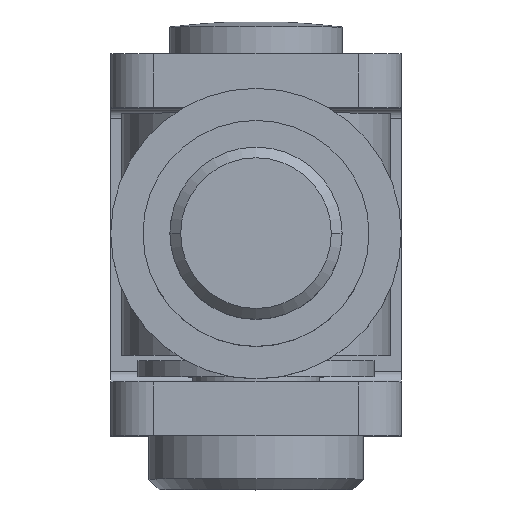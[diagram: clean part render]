
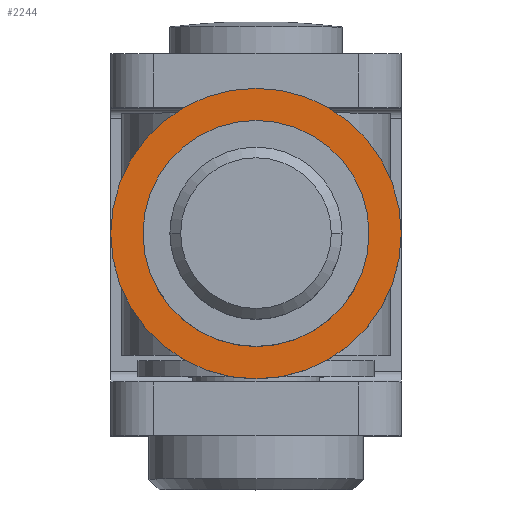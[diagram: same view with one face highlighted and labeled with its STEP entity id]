
A CAD part, top view. The second image highlights one B-rep face of the part: STEP entity #2244.
In plain terms, the highlighted planar face has unit normal (0, 0, 1).
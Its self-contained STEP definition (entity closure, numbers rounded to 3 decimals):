
#3 = DIRECTION ( 'NONE',  ( 0., 0., 1. ) ) ;
#502 = AXIS2_PLACEMENT_3D ( 'NONE', #10621, #4717, #5636 ) ;
#919 = CARTESIAN_POINT ( 'NONE',  ( 0., 0., -1.5 ) ) ;
#1393 = AXIS2_PLACEMENT_3D ( 'NONE', #5544, #13855, #11507 ) ;
#1478 = CIRCLE ( 'NONE', #1393, 10.5 ) ;
#2122 = DIRECTION ( 'NONE',  ( 1., 0., 0. ) ) ;
#2244 = ADVANCED_FACE ( 'NONE', ( #7988, #3371 ), #5471, .F. ) ;
#2304 = AXIS2_PLACEMENT_3D ( 'NONE', #11854, #3, #4911 ) ;
#3199 = EDGE_LOOP ( 'NONE', ( #4489, #5097 ) ) ;
#3371 = FACE_OUTER_BOUND ( 'NONE', #3199, .T. ) ;
#3888 = CIRCLE ( 'NONE', #2304, 13.5 ) ;
#4042 = EDGE_LOOP ( 'NONE', ( #8337, #13065 ) ) ;
#4457 = CARTESIAN_POINT ( 'NONE',  ( 0., 10.5, -1.5 ) ) ;
#4489 = ORIENTED_EDGE ( 'NONE', *, *, #14491, .T. ) ;
#4639 = EDGE_CURVE ( 'NONE', #7254, #10735, #11102, .T. ) ;
#4717 = DIRECTION ( 'NONE',  ( 0., 0., 1. ) ) ;
#4776 = CARTESIAN_POINT ( 'NONE',  ( -13.5, 0., -1.5 ) ) ;
#4911 = DIRECTION ( 'NONE',  ( 1., 0., 0. ) ) ;
#4988 = CIRCLE ( 'NONE', #502, 13.5 ) ;
#5097 = ORIENTED_EDGE ( 'NONE', *, *, #14643, .T. ) ;
#5441 = EDGE_CURVE ( 'NONE', #10735, #7254, #1478, .T. ) ;
#5471 = PLANE ( 'NONE',  #9678 ) ;
#5544 = CARTESIAN_POINT ( 'NONE',  ( 0., 0., -1.5 ) ) ;
#5636 = DIRECTION ( 'NONE',  ( 1., 0., 0. ) ) ;
#7254 = VERTEX_POINT ( 'NONE', #8408 ) ;
#7988 = FACE_BOUND ( 'NONE', #4042, .T. ) ;
#8337 = ORIENTED_EDGE ( 'NONE', *, *, #4639, .F. ) ;
#8408 = CARTESIAN_POINT ( 'NONE',  ( 10.5, 0., -1.5 ) ) ;
#9197 = DIRECTION ( 'NONE',  ( 0., 0., 1. ) ) ;
#9211 = DIRECTION ( 'NONE',  ( -1., 0., 0. ) ) ;
#9410 = VERTEX_POINT ( 'NONE', #4776 ) ;
#9678 = AXIS2_PLACEMENT_3D ( 'NONE', #4457, #12738, #9211 ) ;
#9973 = VERTEX_POINT ( 'NONE', #14337 ) ;
#10621 = CARTESIAN_POINT ( 'NONE',  ( 0., 0., -1.5 ) ) ;
#10735 = VERTEX_POINT ( 'NONE', #12767 ) ;
#11102 = CIRCLE ( 'NONE', #11592, 10.5 ) ;
#11507 = DIRECTION ( 'NONE',  ( 1., 0., 0. ) ) ;
#11592 = AXIS2_PLACEMENT_3D ( 'NONE', #919, #9197, #2122 ) ;
#11854 = CARTESIAN_POINT ( 'NONE',  ( 0., 0., -1.5 ) ) ;
#12738 = DIRECTION ( 'NONE',  ( 0., 0., -1. ) ) ;
#12767 = CARTESIAN_POINT ( 'NONE',  ( -10.5, 0., -1.5 ) ) ;
#13065 = ORIENTED_EDGE ( 'NONE', *, *, #5441, .F. ) ;
#13855 = DIRECTION ( 'NONE',  ( 0., 0., 1. ) ) ;
#14337 = CARTESIAN_POINT ( 'NONE',  ( 13.5, 0., -1.5 ) ) ;
#14491 = EDGE_CURVE ( 'NONE', #9973, #9410, #4988, .T. ) ;
#14643 = EDGE_CURVE ( 'NONE', #9410, #9973, #3888, .T. ) ;
